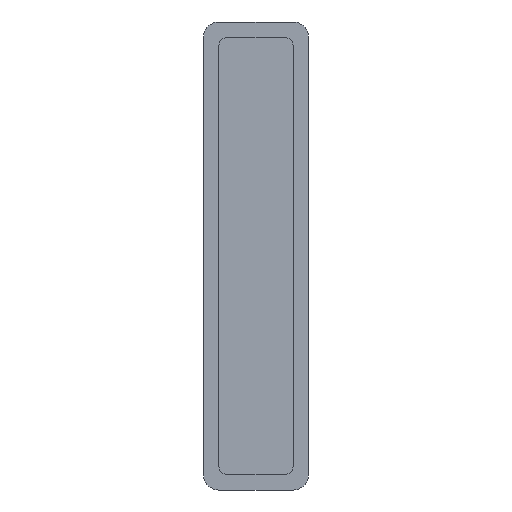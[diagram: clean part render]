
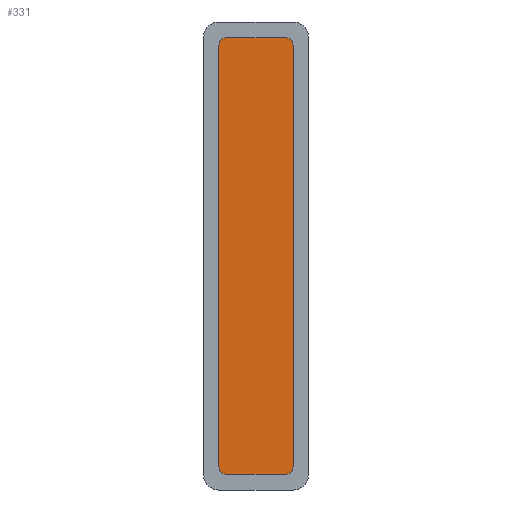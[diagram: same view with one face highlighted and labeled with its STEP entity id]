
A CAD part, front view. The second image highlights one B-rep face of the part: STEP entity #331.
In plain terms, the highlighted planar face has unit normal (0, -1, 0).
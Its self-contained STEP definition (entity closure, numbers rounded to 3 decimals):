
#25=FACE_OUTER_BOUND('',#44,.T.);
#44=EDGE_LOOP('',(#231,#232,#233,#234,#235,#236,#237,#238));
#67=LINE('',#525,#99);
#68=LINE('',#529,#100);
#69=LINE('',#533,#101);
#70=LINE('',#536,#102);
#99=VECTOR('',#418,10.);
#100=VECTOR('',#421,10.);
#101=VECTOR('',#424,10.);
#102=VECTOR('',#427,10.);
#131=CIRCLE('',#369,1.);
#132=CIRCLE('',#370,1.);
#133=CIRCLE('',#371,1.);
#134=CIRCLE('',#372,1.);
#151=VERTEX_POINT('',#521);
#152=VERTEX_POINT('',#522);
#153=VERTEX_POINT('',#524);
#154=VERTEX_POINT('',#526);
#155=VERTEX_POINT('',#528);
#156=VERTEX_POINT('',#530);
#157=VERTEX_POINT('',#532);
#158=VERTEX_POINT('',#534);
#183=EDGE_CURVE('',#151,#152,#131,.T.);
#184=EDGE_CURVE('',#152,#153,#67,.T.);
#185=EDGE_CURVE('',#153,#154,#132,.T.);
#186=EDGE_CURVE('',#154,#155,#68,.T.);
#187=EDGE_CURVE('',#155,#156,#133,.T.);
#188=EDGE_CURVE('',#156,#157,#69,.T.);
#189=EDGE_CURVE('',#157,#158,#134,.T.);
#190=EDGE_CURVE('',#158,#151,#70,.T.);
#231=ORIENTED_EDGE('',*,*,#183,.T.);
#232=ORIENTED_EDGE('',*,*,#184,.T.);
#233=ORIENTED_EDGE('',*,*,#185,.T.);
#234=ORIENTED_EDGE('',*,*,#186,.T.);
#235=ORIENTED_EDGE('',*,*,#187,.T.);
#236=ORIENTED_EDGE('',*,*,#188,.T.);
#237=ORIENTED_EDGE('',*,*,#189,.T.);
#238=ORIENTED_EDGE('',*,*,#190,.T.);
#320=PLANE('',#368);
#331=ADVANCED_FACE('',(#25),#320,.F.);
#368=AXIS2_PLACEMENT_3D('',#520,#414,#415);
#369=AXIS2_PLACEMENT_3D('',#523,#416,#417);
#370=AXIS2_PLACEMENT_3D('',#527,#419,#420);
#371=AXIS2_PLACEMENT_3D('',#531,#422,#423);
#372=AXIS2_PLACEMENT_3D('',#535,#425,#426);
#414=DIRECTION('center_axis',(0.,1.,0.));
#415=DIRECTION('ref_axis',(1.,0.,0.));
#416=DIRECTION('center_axis',(0.,-1.,0.));
#417=DIRECTION('ref_axis',(-0.707,0.,-0.707));
#418=DIRECTION('',(1.,0.,0.));
#419=DIRECTION('center_axis',(0.,-1.,0.));
#420=DIRECTION('ref_axis',(0.707,0.,-0.707));
#421=DIRECTION('',(0.,0.,1.));
#422=DIRECTION('center_axis',(0.,-1.,0.));
#423=DIRECTION('ref_axis',(0.707,0.,0.707));
#424=DIRECTION('',(-1.,0.,0.));
#425=DIRECTION('center_axis',(0.,-1.,0.));
#426=DIRECTION('ref_axis',(-0.707,0.,0.707));
#427=DIRECTION('',(0.,0.,-1.));
#520=CARTESIAN_POINT('Origin',(31.224,0.,-51.438));
#521=CARTESIAN_POINT('',(26.497,0.,-91.6));
#522=CARTESIAN_POINT('',(27.497,0.,-92.6));
#523=CARTESIAN_POINT('Origin',(27.497,0.,-91.6));
#524=CARTESIAN_POINT('',(35.003,0.,-92.6));
#525=CARTESIAN_POINT('',(28.86,0.,-92.6));
#526=CARTESIAN_POINT('',(36.003,0.,-91.6));
#527=CARTESIAN_POINT('Origin',(35.003,0.,-91.6));
#528=CARTESIAN_POINT('',(36.003,0.,-37.6));
#529=CARTESIAN_POINT('',(36.003,0.,-72.019));
#530=CARTESIAN_POINT('',(35.003,0.,-36.6));
#531=CARTESIAN_POINT('Origin',(35.003,0.,-37.6));
#532=CARTESIAN_POINT('',(27.497,0.,-36.6));
#533=CARTESIAN_POINT('',(33.614,0.,-36.6));
#534=CARTESIAN_POINT('',(26.497,0.,-37.6));
#535=CARTESIAN_POINT('Origin',(27.497,0.,-37.6));
#536=CARTESIAN_POINT('',(26.497,0.,-44.019));
